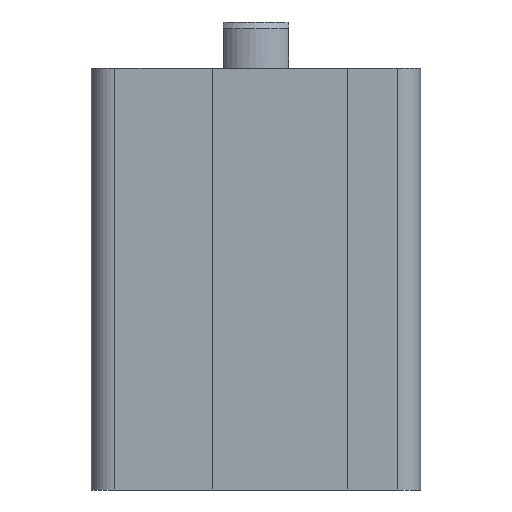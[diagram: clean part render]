
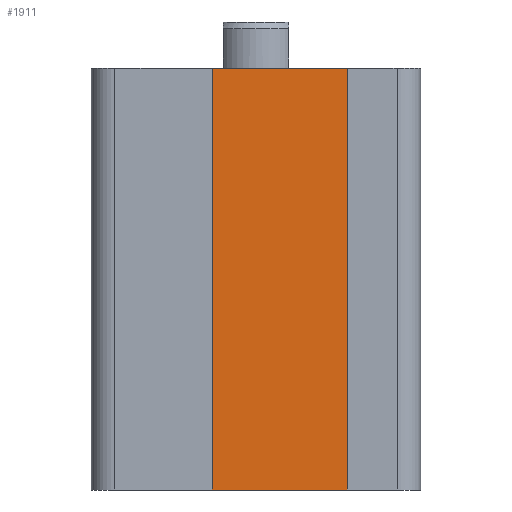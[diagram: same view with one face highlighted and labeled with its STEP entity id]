
A CAD part, left-side view. The second image highlights one B-rep face of the part: STEP entity #1911.
In plain terms, the highlighted planar face has unit normal (-1, 0, 0).
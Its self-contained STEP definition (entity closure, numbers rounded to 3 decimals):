
#1023=CARTESIAN_POINT('',(-7.8,4.2,32.0));
#1024=VERTEX_POINT('',#1023);
#1031=CARTESIAN_POINT('',(-7.8,-7.8,32.0));
#1032=VERTEX_POINT('',#1031);
#1033=CARTESIAN_POINT('',(-7.8,-7.8,32.0));
#1034=DIRECTION('',(0.0,1.0,0.0));
#1035=VECTOR('',#1034,12.0);
#1036=LINE('',#1033,#1035);
#1037=EDGE_CURVE('',#1032,#1024,#1036,.T.);
#1870=CARTESIAN_POINT('',(-7.8,-7.8,0.0));
#1871=VERTEX_POINT('',#1870);
#1872=CARTESIAN_POINT('',(-7.8,-7.8,0.0));
#1873=DIRECTION('',(0.0,0.0,1.0));
#1874=VECTOR('',#1873,32.0);
#1875=LINE('',#1872,#1874);
#1876=EDGE_CURVE('',#1871,#1032,#1875,.T.);
#1888=CARTESIAN_POINT('',(-7.8,-7.8,0.0));
#1889=DIRECTION('',(-1.0,0.0,0.0));
#1890=DIRECTION('',(0.0,0.0,1.0));
#1891=AXIS2_PLACEMENT_3D('',#1888,#1889,#1890);
#1892=PLANE('',#1891);
#1893=ORIENTED_EDGE('',*,*,#1037,.T.);
#1894=CARTESIAN_POINT('',(-7.8,4.2,0.0));
#1895=VERTEX_POINT('',#1894);
#1896=CARTESIAN_POINT('',(-7.8,4.2,0.0));
#1897=DIRECTION('',(0.0,0.0,1.0));
#1898=VECTOR('',#1897,32.0);
#1899=LINE('',#1896,#1898);
#1900=EDGE_CURVE('',#1895,#1024,#1899,.T.);
#1901=ORIENTED_EDGE('',*,*,#1900,.F.);
#1902=CARTESIAN_POINT('',(-7.8,4.2,0.0));
#1903=DIRECTION('',(0.0,-1.0,0.0));
#1904=VECTOR('',#1903,12.0);
#1905=LINE('',#1902,#1904);
#1906=EDGE_CURVE('',#1895,#1871,#1905,.T.);
#1907=ORIENTED_EDGE('',*,*,#1906,.T.);
#1908=ORIENTED_EDGE('',*,*,#1876,.T.);
#1909=EDGE_LOOP('',(#1893,#1901,#1907,#1908));
#1910=FACE_OUTER_BOUND('',#1909,.T.);
#1911=ADVANCED_FACE('',(#1910),#1892,.T.);
